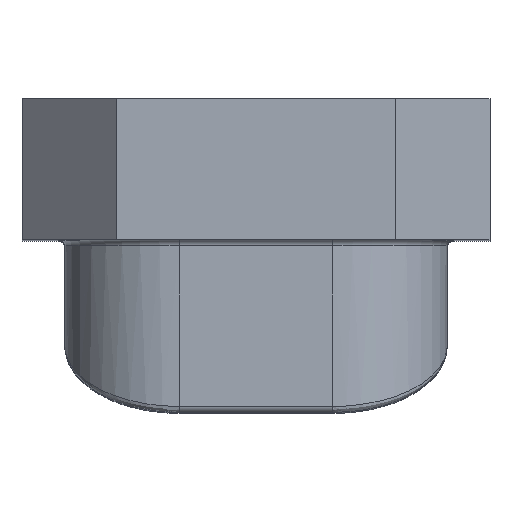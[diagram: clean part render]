
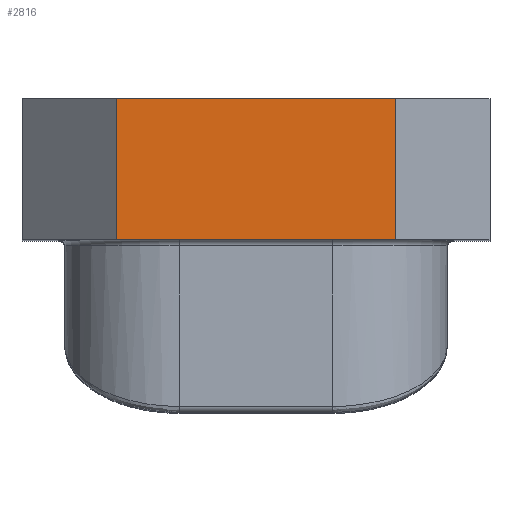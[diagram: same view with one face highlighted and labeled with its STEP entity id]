
A CAD part, top view. The second image highlights one B-rep face of the part: STEP entity #2816.
In plain terms, the highlighted planar face has unit normal (0, 0, 1).
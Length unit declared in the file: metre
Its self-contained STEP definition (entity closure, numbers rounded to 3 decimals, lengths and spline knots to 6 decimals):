
#525=ORIENTED_EDGE('',*,*,#1287,.T.);
#526=ORIENTED_EDGE('',*,*,#1363,.T.);
#527=ORIENTED_EDGE('',*,*,#1347,.F.);
#528=ORIENTED_EDGE('',*,*,#1364,.T.);
#1287=EDGE_CURVE('',#1714,#1713,#1969,.T.);
#1347=EDGE_CURVE('',#1764,#1765,#2000,.T.);
#1363=EDGE_CURVE('',#1713,#1765,#2016,.T.);
#1364=EDGE_CURVE('',#1764,#1714,#2017,.T.);
#1713=VERTEX_POINT('',#4462);
#1714=VERTEX_POINT('',#4464);
#1764=VERTEX_POINT('',#4599);
#1765=VERTEX_POINT('',#4600);
#1969=LINE('',#4463,#2209);
#2000=LINE('',#4598,#2240);
#2016=LINE('',#4632,#2256);
#2017=LINE('',#4633,#2257);
#2209=VECTOR('',#3473,1.);
#2240=VECTOR('',#3564,1.);
#2256=VECTOR('',#3588,1.);
#2257=VECTOR('',#3589,1.);
#2412=EDGE_LOOP('',(#525,#526,#527,#528));
#2587=FACE_BOUND('',#2412,.T.);
#2752=PLANE('',#3049);
#2816=ADVANCED_FACE('',(#2587),#2752,.F.);
#3049=AXIS2_PLACEMENT_3D('',#4631,#3586,#3587);
#3473=DIRECTION('',(-1.,0.,0.));
#3564=DIRECTION('',(-1.,0.,0.));
#3586=DIRECTION('',(0.,0.,-1.));
#3587=DIRECTION('',(-1.,0.,0.));
#3588=DIRECTION('',(0.,-1.,0.));
#3589=DIRECTION('',(0.,1.,0.));
#4462=CARTESIAN_POINT('',(-0.00475,0.,0.01595));
#4463=CARTESIAN_POINT('',(0.,0.,0.01595));
#4464=CARTESIAN_POINT('',(0.00475,0.,0.01595));
#4598=CARTESIAN_POINT('',(0.,-0.0048,0.01595));
#4599=CARTESIAN_POINT('',(0.00475,-0.0048,0.01595));
#4600=CARTESIAN_POINT('',(-0.00475,-0.0048,0.01595));
#4631=CARTESIAN_POINT('',(0.,-0.0048,0.01595));
#4632=CARTESIAN_POINT('',(-0.00475,-0.0048,0.01595));
#4633=CARTESIAN_POINT('',(0.00475,0.,0.01595));
